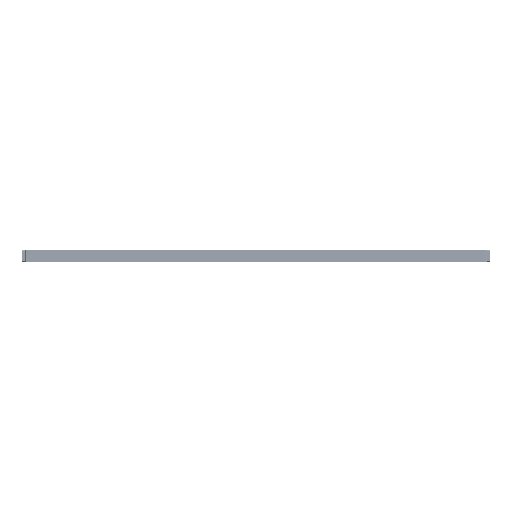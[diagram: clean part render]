
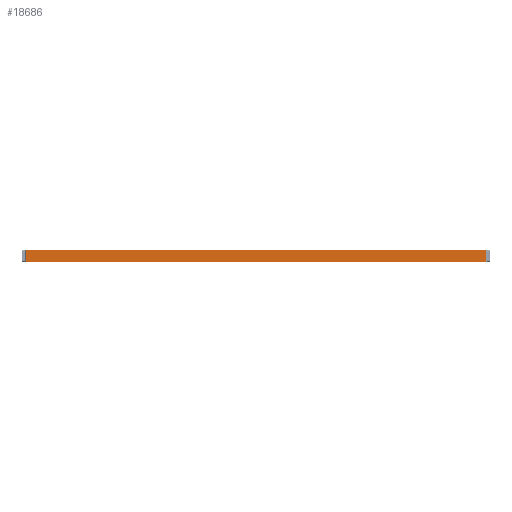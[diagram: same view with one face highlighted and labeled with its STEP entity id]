
A CAD part, front view. The second image highlights one B-rep face of the part: STEP entity #18686.
In plain terms, the highlighted planar face has unit normal (0, -1, 0).
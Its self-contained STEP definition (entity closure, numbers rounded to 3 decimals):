
#13787=FACE_OUTER_BOUND('',#40593,.T.);
#18686=ADVANCED_FACE('',(#13787),#25334,.T.);
#25334=PLANE('',#125073);
#40593=EDGE_LOOP('',(#49879,#49880,#49881,#49882));
#49879=ORIENTED_EDGE('',*,*,#93923,.T.);
#49880=ORIENTED_EDGE('',*,*,#93924,.T.);
#49881=ORIENTED_EDGE('',*,*,#93925,.T.);
#49882=ORIENTED_EDGE('',*,*,#93926,.T.);
#82591=VERTEX_POINT('',#174879);
#82592=VERTEX_POINT('',#174880);
#82593=VERTEX_POINT('',#174882);
#82594=VERTEX_POINT('',#174884);
#93923=EDGE_CURVE('',#82591,#82592,#110177,.T.);
#93924=EDGE_CURVE('',#82592,#82593,#110178,.T.);
#93925=EDGE_CURVE('',#82593,#82594,#110179,.T.);
#93926=EDGE_CURVE('',#82594,#82591,#110180,.T.);
#110177=LINE('',#174878,#117697);
#110178=LINE('',#174881,#117698);
#110179=LINE('',#174883,#117699);
#110180=LINE('',#174885,#117700);
#117697=VECTOR('',#139110,1.);
#117698=VECTOR('',#139111,1.);
#117699=VECTOR('',#139112,1.);
#117700=VECTOR('',#139113,1.);
#125073=AXIS2_PLACEMENT_3D('',#174886,#139114,#139115);
#139110=DIRECTION('',(0.,0.,1.));
#139111=DIRECTION('',(-1.,0.,0.));
#139112=DIRECTION('',(0.,0.,-1.));
#139113=DIRECTION('',(1.,0.,0.));
#139114=DIRECTION('',(0.,-1.,0.));
#139115=DIRECTION('',(0.,0.,1.));
#174878=CARTESIAN_POINT('',(399.5,0.,11.));
#174879=CARTESIAN_POINT('',(399.5,0.,0.5));
#174880=CARTESIAN_POINT('',(399.5,0.,10.5));
#174881=CARTESIAN_POINT('',(200.,0.,10.5));
#174882=CARTESIAN_POINT('',(0.5,0.,10.5));
#174883=CARTESIAN_POINT('',(0.5,0.,11.));
#174884=CARTESIAN_POINT('',(0.5,0.,0.5));
#174885=CARTESIAN_POINT('',(200.,0.,0.5));
#174886=CARTESIAN_POINT('',(200.,0.,11.));
